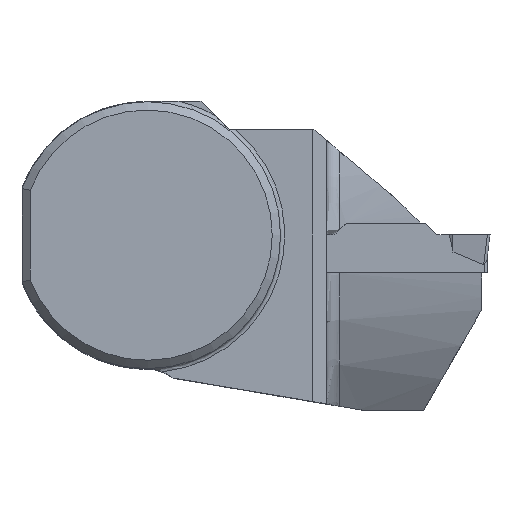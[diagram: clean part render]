
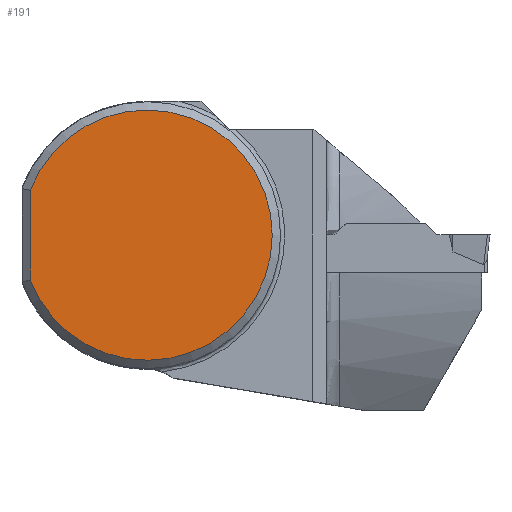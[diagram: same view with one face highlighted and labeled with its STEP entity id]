
A CAD part, top view. The second image highlights one B-rep face of the part: STEP entity #191.
In plain terms, the highlighted planar face has unit normal (0, 0, 1).
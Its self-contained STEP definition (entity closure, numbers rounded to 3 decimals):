
#139=PLANE('',#1442);
#191=ADVANCED_FACE('',(#269),#139,.F.);
#269=FACE_OUTER_BOUND('',#335,.T.);
#335=EDGE_LOOP('',(#721,#722));
#401=CIRCLE('',#1441,15.);
#447=LINE('',#2044,#563);
#563=VECTOR('',#1626,1.);
#721=ORIENTED_EDGE('',*,*,#1202,.F.);
#722=ORIENTED_EDGE('',*,*,#1203,.T.);
#1071=VERTEX_POINT('',#2045);
#1072=VERTEX_POINT('',#2046);
#1202=EDGE_CURVE('',#1071,#1072,#447,.T.);
#1203=EDGE_CURVE('',#1071,#1072,#401,.T.);
#1441=AXIS2_PLACEMENT_3D('',#2047,#1627,#1628);
#1442=AXIS2_PLACEMENT_3D('',#2048,#1629,#1630);
#1626=DIRECTION('',(0.,1.,0.));
#1627=DIRECTION('',(0.,0.,1.));
#1628=DIRECTION('',(1.,0.,0.));
#1629=DIRECTION('',(0.,0.,-1.));
#1630=DIRECTION('',(1.,0.,0.));
#2044=CARTESIAN_POINT('',(-14.,0.,0.325));
#2045=CARTESIAN_POINT('',(-14.,-5.385,0.325));
#2046=CARTESIAN_POINT('',(-14.,5.385,0.325));
#2047=CARTESIAN_POINT('',(0.,0.,0.325));
#2048=CARTESIAN_POINT('',(0.,0.,0.325));
